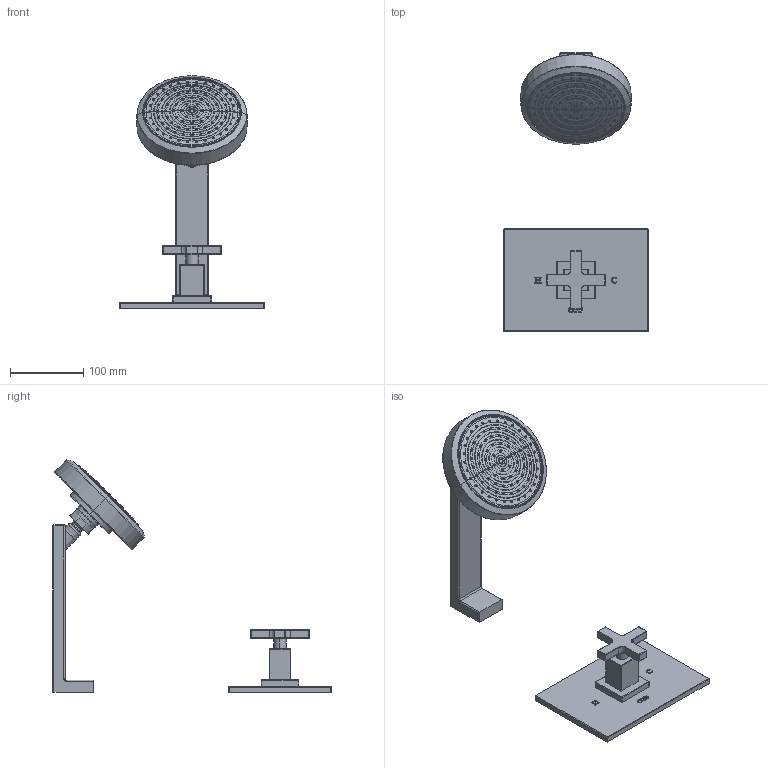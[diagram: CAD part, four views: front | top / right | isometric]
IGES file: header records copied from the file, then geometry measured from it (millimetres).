
Start section:  PTC IGES file: 3-2994bp.igs
Global section: file name: 3-2994bp.igs; native system: Creo Parametric by PTC Inc.; preprocessor: 2018400; author: jinson.thomas; organization: Unknown; date: 20210601.142702; units: inch
Bounding box: 196.85 x 379.73 x 317.27 mm (x, y, z)
Volume: 1076023.2 mm3; surface area: 165198.9 mm2
Topology: 2 solids, 2 shells, 1204 faces, 3136 edges, 2074 vertices
Faces by surface type: revolution 842, bspline 184, extrusion 178
